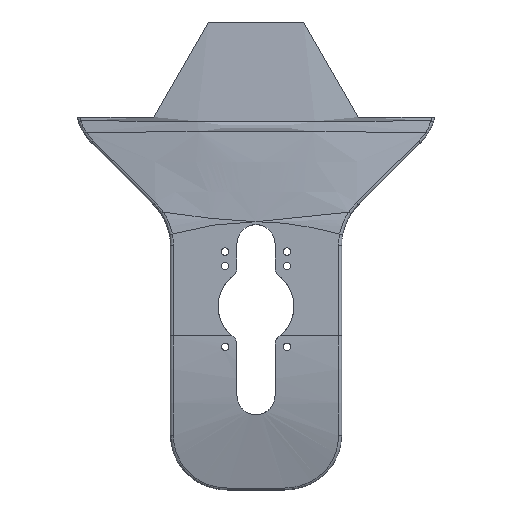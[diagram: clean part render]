
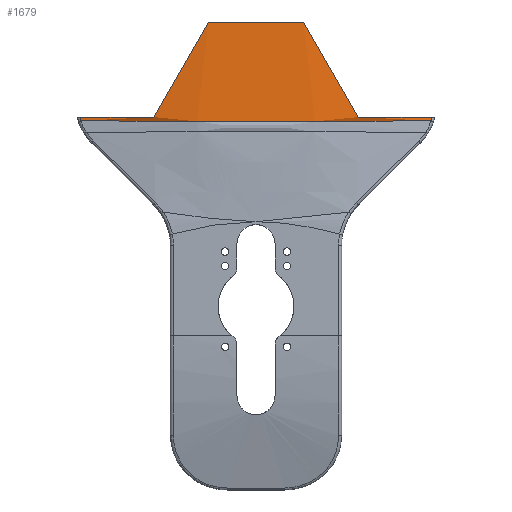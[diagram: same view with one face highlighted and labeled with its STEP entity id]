
A CAD part, front view. The second image highlights one B-rep face of the part: STEP entity #1679.
In plain terms, the highlighted toroidal (fillet/blend) face has major radius 4376.74 mm and minor radius 579.438 mm.
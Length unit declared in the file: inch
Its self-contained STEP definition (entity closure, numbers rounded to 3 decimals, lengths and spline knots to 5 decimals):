
#57=TOROIDAL_SURFACE('',#1810,172.3125,22.8125);
#230=FACE_OUTER_BOUND('',#339,.T.);
#339=EDGE_LOOP('',(#1140,#1141,#1142,#1143,#1144,#1145,#1146,#1147));
#566=B_SPLINE_CURVE_WITH_KNOTS('',3,(#2376,#2377,#2378,#2379),
 .UNSPECIFIED.,.F.,.F.,(4,4),(254.64725,261.72982),
 .UNSPECIFIED.);
#568=B_SPLINE_CURVE_WITH_KNOTS('',3,(#2390,#2391,#2392,#2393,#2394,#2395),
 .UNSPECIFIED.,.F.,.F.,(4,2,4),(168.61114,171.71315,174.81517),
 .UNSPECIFIED.);
#570=B_SPLINE_CURVE_WITH_KNOTS('',3,(#2407,#2408,#2409,#2410,#2411,#2412),
 .UNSPECIFIED.,.F.,.F.,(4,2,4),(178.34414,182.4985,182.94832),
 .UNSPECIFIED.);
#574=B_SPLINE_CURVE_WITH_KNOTS('',3,(#2488,#2489,#2490,#2491),
 .UNSPECIFIED.,.F.,.F.,(4,4),(272.73746,279.82004),
 .UNSPECIFIED.);
#576=B_SPLINE_CURVE_WITH_KNOTS('',3,(#2498,#2499,#2500,#2501,#2502,#2503),
 .UNSPECIFIED.,.F.,.F.,(4,2,4),(160.6104,161.06022,165.21458),
 .UNSPECIFIED.);
#580=B_SPLINE_CURVE_WITH_KNOTS('',3,(#2591,#2592,#2593,#2594),
 .UNSPECIFIED.,.F.,.F.,(4,4),(-0.26184,0.),
 .UNSPECIFIED.);
#582=B_SPLINE_CURVE_WITH_KNOTS('',3,(#2603,#2604,#2605,#2606),
 .UNSPECIFIED.,.F.,.F.,(4,4),(-1.23432,-0.97249),
 .UNSPECIFIED.);
#583=B_SPLINE_CURVE_WITH_KNOTS('',3,(#2607,#2608,#2609,#2610,#2611,#2612,
#2613,#2614,#2615,#2616,#2617,#2618,#2619),.UNSPECIFIED.,.F.,.F.,(4,2,1,
1,1,1,1,2,4),(0.57756,0.59196,4.4703,8.34864,
10.28781,12.22698,16.10532,19.98366,19.99806),
 .UNSPECIFIED.);
#677=VERTEX_POINT('',#2374);
#678=VERTEX_POINT('',#2375);
#681=VERTEX_POINT('',#2389);
#683=VERTEX_POINT('',#2405);
#684=VERTEX_POINT('',#2406);
#689=VERTEX_POINT('',#2497);
#693=VERTEX_POINT('',#2590);
#695=VERTEX_POINT('',#2602);
#840=EDGE_CURVE('',#677,#678,#566,.T.);
#844=EDGE_CURVE('',#678,#681,#568,.T.);
#847=EDGE_CURVE('',#683,#684,#570,.T.);
#853=EDGE_CURVE('',#681,#683,#574,.T.);
#855=EDGE_CURVE('',#689,#677,#576,.T.);
#860=EDGE_CURVE('',#689,#693,#580,.T.);
#863=EDGE_CURVE('',#695,#684,#582,.T.);
#864=EDGE_CURVE('',#693,#695,#583,.T.);
#1140=ORIENTED_EDGE('',*,*,#855,.T.);
#1141=ORIENTED_EDGE('',*,*,#840,.T.);
#1142=ORIENTED_EDGE('',*,*,#844,.T.);
#1143=ORIENTED_EDGE('',*,*,#853,.T.);
#1144=ORIENTED_EDGE('',*,*,#847,.T.);
#1145=ORIENTED_EDGE('',*,*,#863,.F.);
#1146=ORIENTED_EDGE('',*,*,#864,.F.);
#1147=ORIENTED_EDGE('',*,*,#860,.F.);
#1679=ADVANCED_FACE('',(#230),#57,.T.);
#1810=AXIS2_PLACEMENT_3D('',#2601,#1994,#1995);
#1994=DIRECTION('center_axis',(1.,0.,0.));
#1995=DIRECTION('ref_axis',(0.,0.,-1.));
#2374=CARTESIAN_POINT('',(2.69338,-0.69186,-10.25));
#2375=CARTESIAN_POINT('',(1.25,-0.66669,-7.75));
#2376=CARTESIAN_POINT('Ctrl Pts',(2.69338,-0.69186,-10.25));
#2377=CARTESIAN_POINT('Ctrl Pts',(2.20737,-0.69199,-9.40821));
#2378=CARTESIAN_POINT('Ctrl Pts',(1.7258,-0.68332,-8.5741));
#2379=CARTESIAN_POINT('Ctrl Pts',(1.25,-0.66669,-7.75));
#2389=CARTESIAN_POINT('',(-1.25,-0.66669,-7.75));
#2390=CARTESIAN_POINT('Ctrl Pts',(1.25,-0.66669,-7.75));
#2391=CARTESIAN_POINT('Ctrl Pts',(0.82508,-0.69004,
-7.75));
#2392=CARTESIAN_POINT('Ctrl Pts',(0.40709,-0.70101,
-7.75));
#2393=CARTESIAN_POINT('Ctrl Pts',(-0.40709,-0.70101,
-7.75));
#2394=CARTESIAN_POINT('Ctrl Pts',(-0.82508,-0.69004,
-7.75));
#2395=CARTESIAN_POINT('Ctrl Pts',(-1.25,-0.66669,-7.75));
#2405=CARTESIAN_POINT('',(-2.69338,-0.69186,-10.25));
#2406=CARTESIAN_POINT('',(-4.63646,-0.37454,-10.25));
#2407=CARTESIAN_POINT('Ctrl Pts',(-2.69338,-0.69186,
-10.25));
#2408=CARTESIAN_POINT('Ctrl Pts',(-3.27655,-0.62236,
-10.25));
#2409=CARTESIAN_POINT('Ctrl Pts',(-3.86425,-0.52922,-10.25));
#2410=CARTESIAN_POINT('Ctrl Pts',(-4.51038,-0.4005,
-10.25));
#2411=CARTESIAN_POINT('Ctrl Pts',(-4.57345,-0.38765,
-10.25));
#2412=CARTESIAN_POINT('Ctrl Pts',(-4.63646,-0.37454,
-10.25));
#2488=CARTESIAN_POINT('Ctrl Pts',(-1.25,-0.66669,-7.75));
#2489=CARTESIAN_POINT('Ctrl Pts',(-1.7258,-0.68332,-8.5741));
#2490=CARTESIAN_POINT('Ctrl Pts',(-2.20737,-0.69199,
-9.40821));
#2491=CARTESIAN_POINT('Ctrl Pts',(-2.69338,-0.69186,
-10.25));
#2497=CARTESIAN_POINT('',(4.63646,-0.37454,-10.25));
#2498=CARTESIAN_POINT('Ctrl Pts',(4.63646,-0.37454,-10.25));
#2499=CARTESIAN_POINT('Ctrl Pts',(4.57345,-0.38765,-10.25));
#2500=CARTESIAN_POINT('Ctrl Pts',(4.51038,-0.4005,-10.25));
#2501=CARTESIAN_POINT('Ctrl Pts',(3.86425,-0.52922,-10.25));
#2502=CARTESIAN_POINT('Ctrl Pts',(3.27655,-0.62236,-10.25));
#2503=CARTESIAN_POINT('Ctrl Pts',(2.69338,-0.69186,-10.25));
#2590=CARTESIAN_POINT('',(4.60574,-0.38762,-10.34749));
#2591=CARTESIAN_POINT('Ctrl Pts',(4.63646,-0.37454,-10.25));
#2592=CARTESIAN_POINT('Ctrl Pts',(4.62739,-0.37868,-10.28288));
#2593=CARTESIAN_POINT('Ctrl Pts',(4.61714,-0.38305,-10.3154));
#2594=CARTESIAN_POINT('Ctrl Pts',(4.60574,-0.38762,-10.34749));
#2601=CARTESIAN_POINT('Origin',(0.,-150.,0.));
#2602=CARTESIAN_POINT('',(-4.60574,-0.38762,-10.34749));
#2603=CARTESIAN_POINT('Ctrl Pts',(-4.60574,-0.38762,
-10.34749));
#2604=CARTESIAN_POINT('Ctrl Pts',(-4.61714,-0.38305,-10.3154));
#2605=CARTESIAN_POINT('Ctrl Pts',(-4.62739,-0.37868,
-10.28288));
#2606=CARTESIAN_POINT('Ctrl Pts',(-4.63646,-0.37454,
-10.25));
#2607=CARTESIAN_POINT('Ctrl Pts',(4.60574,-0.38762,-10.34749));
#2608=CARTESIAN_POINT('Ctrl Pts',(4.6035,-0.38809,-10.34751));
#2609=CARTESIAN_POINT('Ctrl Pts',(4.60125,-0.38855,-10.34753));
#2610=CARTESIAN_POINT('Ctrl Pts',(3.99445,-0.51411,-10.35292));
#2611=CARTESIAN_POINT('Ctrl Pts',(2.7747,-0.71502,-10.36083));
#2612=CARTESIAN_POINT('Ctrl Pts',(1.23498,-0.84072,-10.3628));
#2613=CARTESIAN_POINT('Ctrl Pts',(0.,-0.86585,
-10.36234));
#2614=CARTESIAN_POINT('Ctrl Pts',(-1.23498,-0.84072,
-10.3628));
#2615=CARTESIAN_POINT('Ctrl Pts',(-2.7747,-0.71502,
-10.36083));
#2616=CARTESIAN_POINT('Ctrl Pts',(-3.99445,-0.51411,-10.35292));
#2617=CARTESIAN_POINT('Ctrl Pts',(-4.60125,-0.38855,-10.34753));
#2618=CARTESIAN_POINT('Ctrl Pts',(-4.6035,-0.38809,
-10.34751));
#2619=CARTESIAN_POINT('Ctrl Pts',(-4.60574,-0.38762,
-10.34749));
